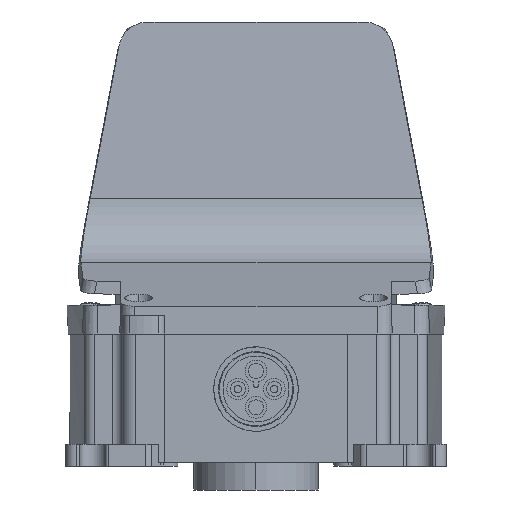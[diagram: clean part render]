
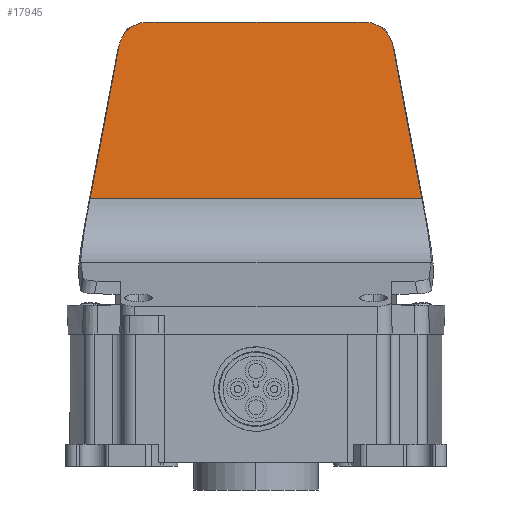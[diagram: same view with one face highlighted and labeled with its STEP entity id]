
A CAD part, left-side view. The second image highlights one B-rep face of the part: STEP entity #17945.
In plain terms, the highlighted planar face has unit normal (-0.996, 0, 0.087).
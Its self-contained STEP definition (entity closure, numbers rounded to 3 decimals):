
#17902=AXIS2_PLACEMENT_3D('Plane Axis2P3D',#17899,#17900,#17901) ;
#17060=CARTESIAN_POINT('Vertex',(76.246,97.182,79.451)) ;
#17064=CARTESIAN_POINT('Control Point',(76.246,97.182,79.451)) ;
#17065=CARTESIAN_POINT('Control Point',(77.459,94.557,93.308)) ;
#17066=CARTESIAN_POINT('Control Point',(78.671,91.929,107.164)) ;
#17067=CARTESIAN_POINT('Control Point',(79.883,89.298,121.02)) ;
#17068=CARTESIAN_POINT('Vertex',(79.883,89.298,121.02)) ;
#17163=CARTESIAN_POINT('Control Point',(80.45,81.461,127.5)) ;
#17164=CARTESIAN_POINT('Control Point',(80.45,83.58,127.5)) ;
#17165=CARTESIAN_POINT('Control Point',(80.39,85.841,126.81)) ;
#17166=CARTESIAN_POINT('Control Point',(80.247,87.808,125.179)) ;
#17167=CARTESIAN_POINT('Control Point',(80.065,88.904,123.095)) ;
#17168=CARTESIAN_POINT('Control Point',(79.883,89.298,121.02)) ;
#17169=CARTESIAN_POINT('Vertex',(80.45,81.461,127.5)) ;
#17212=CARTESIAN_POINT('Control Point',(80.45,71.452,127.5)) ;
#17213=CARTESIAN_POINT('Control Point',(80.45,74.789,127.5)) ;
#17214=CARTESIAN_POINT('Control Point',(80.45,78.125,127.5)) ;
#17215=CARTESIAN_POINT('Control Point',(80.45,81.461,127.5)) ;
#17216=CARTESIAN_POINT('Vertex',(80.45,71.452,127.5)) ;
#17255=CARTESIAN_POINT('Line Origine',(80.45,52.,127.5)) ;
#17259=CARTESIAN_POINT('Vertex',(80.45,32.548,127.5)) ;
#17811=CARTESIAN_POINT('Vertex',(76.246,6.818,79.451)) ;
#17814=CARTESIAN_POINT('Line Origine',(76.246,25.349,79.451)) ;
#17899=CARTESIAN_POINT('Axis2P3D Location',(80.45,52.,127.5)) ;
#17904=CARTESIAN_POINT('Line Origine',(80.45,27.543,127.5)) ;
#17908=CARTESIAN_POINT('Vertex',(80.45,22.539,127.5)) ;
#17912=CARTESIAN_POINT('Control Point',(76.246,6.818,79.451)) ;
#17913=CARTESIAN_POINT('Control Point',(76.974,8.393,87.765)) ;
#17914=CARTESIAN_POINT('Control Point',(77.701,9.969,96.079)) ;
#17915=CARTESIAN_POINT('Control Point',(78.428,11.546,104.393)) ;
#17916=CARTESIAN_POINT('Control Point',(79.156,13.123,112.707)) ;
#17917=CARTESIAN_POINT('Control Point',(79.883,14.702,121.02)) ;
#17918=CARTESIAN_POINT('Vertex',(79.883,14.702,121.02)) ;
#17922=CARTESIAN_POINT('Control Point',(80.45,22.539,127.5)) ;
#17923=CARTESIAN_POINT('Control Point',(80.45,21.699,127.5)) ;
#17924=CARTESIAN_POINT('Control Point',(80.44,20.839,127.39)) ;
#17925=CARTESIAN_POINT('Control Point',(80.42,19.982,127.159)) ;
#17926=CARTESIAN_POINT('Control Point',(80.365,18.523,126.533)) ;
#17927=CARTESIAN_POINT('Control Point',(80.281,17.256,125.565)) ;
#17928=CARTESIAN_POINT('Control Point',(80.239,16.751,125.084)) ;
#17929=CARTESIAN_POINT('Control Point',(80.147,15.874,124.041)) ;
#17930=CARTESIAN_POINT('Control Point',(80.044,15.244,122.857)) ;
#17931=CARTESIAN_POINT('Control Point',(79.991,14.999,122.252)) ;
#17932=CARTESIAN_POINT('Control Point',(79.937,14.819,121.636)) ;
#17933=CARTESIAN_POINT('Control Point',(79.883,14.702,121.02)) ;
#17256=DIRECTION('Vector Direction',(0.,-1.,0.)) ;
#17815=DIRECTION('Vector Direction',(0.,1.,0.)) ;
#17900=DIRECTION('Axis2P3D Direction',(-0.996,0.,0.087)) ;
#17901=DIRECTION('Axis2P3D XDirection',(-0.087,0.,-0.996)) ;
#17905=DIRECTION('Vector Direction',(0.,-1.,0.)) ;
#17257=VECTOR('Line Direction',#17256,1.) ;
#17816=VECTOR('Line Direction',#17815,1.) ;
#17906=VECTOR('Line Direction',#17905,1.) ;
#17936=ORIENTED_EDGE('',*,*,#17910,.F.) ;
#17937=ORIENTED_EDGE('',*,*,#17261,.T.) ;
#17938=ORIENTED_EDGE('',*,*,#17218,.T.) ;
#17939=ORIENTED_EDGE('',*,*,#17171,.T.) ;
#17940=ORIENTED_EDGE('',*,*,#17070,.F.) ;
#17941=ORIENTED_EDGE('',*,*,#17818,.F.) ;
#17942=ORIENTED_EDGE('',*,*,#17920,.T.) ;
#17943=ORIENTED_EDGE('',*,*,#17934,.F.) ;
#17945=ADVANCED_FACE('LED',(#17944),#17903,.T.) ;
#17063=B_SPLINE_CURVE_WITH_KNOTS('',3,(#17064,#17065,#17066,#17067),.UNSPECIFIED.,.F.,.U.,(4,4),(0.,60.054),.UNSPECIFIED.) ;
#17162=B_SPLINE_CURVE_WITH_KNOTS('',5,(#17163,#17164,#17165,#17166,#17167,#17168),.UNSPECIFIED.,.F.,.U.,(6,6),(0.,15.626),.UNSPECIFIED.) ;
#17211=B_SPLINE_CURVE_WITH_KNOTS('',3,(#17212,#17213,#17214,#17215),.UNSPECIFIED.,.F.,.U.,(4,4),(0.,14.155),.UNSPECIFIED.) ;
#17911=B_SPLINE_CURVE_WITH_KNOTS('',5,(#17912,#17913,#17914,#17915,#17916,#17917),.UNSPECIFIED.,.F.,.U.,(6,6),(0.,60.054),.UNSPECIFIED.) ;
#17921=B_SPLINE_CURVE_WITH_KNOTS('',5,(#17922,#17923,#17924,#17925,#17926,#17927,#17928,#17929,#17930,#17931,#17932,#17933),.UNSPECIFIED.,.F.,.U.,(6,3,3,6),(0.,6.191,10.987,15.626),.UNSPECIFIED.) ;
#17070=EDGE_CURVE('',#17061,#17069,#17063,.T.) ;
#17171=EDGE_CURVE('',#17170,#17069,#17162,.T.) ;
#17218=EDGE_CURVE('',#17217,#17170,#17211,.T.) ;
#17261=EDGE_CURVE('',#17260,#17217,#17258,.F.) ;
#17818=EDGE_CURVE('',#17812,#17061,#17817,.T.) ;
#17910=EDGE_CURVE('',#17260,#17909,#17907,.T.) ;
#17920=EDGE_CURVE('',#17812,#17919,#17911,.T.) ;
#17934=EDGE_CURVE('',#17909,#17919,#17921,.T.) ;
#17935=EDGE_LOOP('',(#17936,#17937,#17938,#17939,#17940,#17941,#17942,#17943)) ;
#17944=FACE_OUTER_BOUND('',#17935,.T.) ;
#17258=LINE('Line',#17255,#17257) ;
#17817=LINE('Line',#17814,#17816) ;
#17907=LINE('Line',#17904,#17906) ;
#17903=PLANE('',#17902) ;
#17061=VERTEX_POINT('',#17060) ;
#17069=VERTEX_POINT('',#17068) ;
#17170=VERTEX_POINT('',#17169) ;
#17217=VERTEX_POINT('',#17216) ;
#17260=VERTEX_POINT('',#17259) ;
#17812=VERTEX_POINT('',#17811) ;
#17909=VERTEX_POINT('',#17908) ;
#17919=VERTEX_POINT('',#17918) ;
